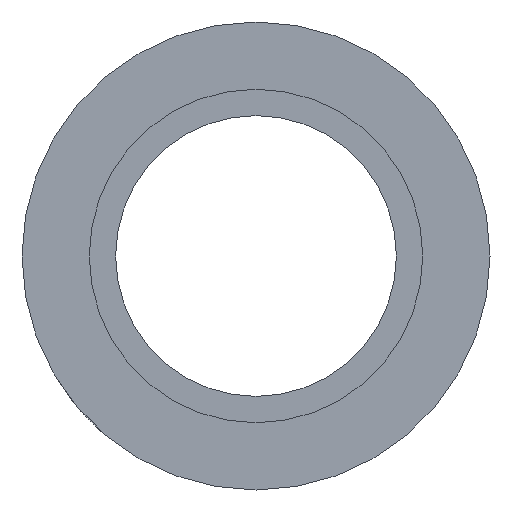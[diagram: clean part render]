
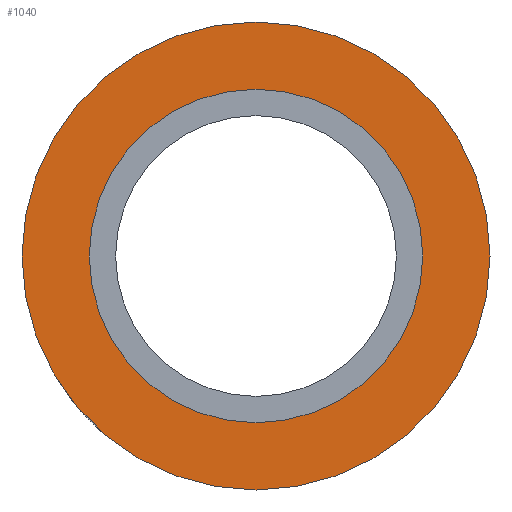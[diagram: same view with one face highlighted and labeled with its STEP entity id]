
A CAD part, front view. The second image highlights one B-rep face of the part: STEP entity #1040.
In plain terms, the highlighted planar face has unit normal (0, -1, 0).
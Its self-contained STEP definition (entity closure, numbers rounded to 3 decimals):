
#110 = CIRCLE ( 'NONE', #599, 20. ) ;
#214 = CIRCLE ( 'NONE', #962, 14. ) ;
#225 = FACE_OUTER_BOUND ( 'NONE', #891, .T. ) ;
#260 = VERTEX_POINT ( 'NONE', #555 ) ;
#269 = VERTEX_POINT ( 'NONE', #558 ) ;
#291 = CIRCLE ( 'NONE', #835, 14. ) ;
#331 = ORIENTED_EDGE ( 'NONE', *, *, #423, .F. ) ;
#346 = VERTEX_POINT ( 'NONE', #858 ) ;
#353 = DIRECTION ( 'NONE',  ( 0., 0., -1. ) ) ;
#358 = ORIENTED_EDGE ( 'NONE', *, *, #544, .T. ) ;
#389 = PLANE ( 'NONE',  #506 ) ;
#423 = EDGE_CURVE ( 'NONE', #346, #260, #291, .T. ) ;
#486 = CARTESIAN_POINT ( 'NONE',  ( 0., -4.003, 0. ) ) ;
#506 = AXIS2_PLACEMENT_3D ( 'NONE', #1051, #677, #664 ) ;
#513 = DIRECTION ( 'NONE',  ( 0., -1., 0. ) ) ;
#532 = AXIS2_PLACEMENT_3D ( 'NONE', #1133, #666, #763 ) ;
#544 = EDGE_CURVE ( 'NONE', #269, #1188, #847, .T. ) ;
#555 = CARTESIAN_POINT ( 'NONE',  ( 0., -4.003, 14. ) ) ;
#558 = CARTESIAN_POINT ( 'NONE',  ( 0., -4.003, 20. ) ) ;
#589 = CARTESIAN_POINT ( 'NONE',  ( 0., -4.003, 0. ) ) ;
#599 = AXIS2_PLACEMENT_3D ( 'NONE', #486, #955, #759 ) ;
#664 = DIRECTION ( 'NONE',  ( 0., 0., 1. ) ) ;
#666 = DIRECTION ( 'NONE',  ( 0., -1., 0. ) ) ;
#677 = DIRECTION ( 'NONE',  ( 0., 1., 0. ) ) ;
#713 = EDGE_CURVE ( 'NONE', #1188, #269, #110, .T. ) ;
#728 = CARTESIAN_POINT ( 'NONE',  ( 0., -4.003, -20. ) ) ;
#759 = DIRECTION ( 'NONE',  ( 0., 0., -1. ) ) ;
#763 = DIRECTION ( 'NONE',  ( 0., 0., -1. ) ) ;
#785 = EDGE_CURVE ( 'NONE', #260, #346, #214, .T. ) ;
#835 = AXIS2_PLACEMENT_3D ( 'NONE', #589, #513, #353 ) ;
#844 = DIRECTION ( 'NONE',  ( 0., -1., 0. ) ) ;
#847 = CIRCLE ( 'NONE', #532, 20. ) ;
#858 = CARTESIAN_POINT ( 'NONE',  ( 0., -4.003, -14. ) ) ;
#891 = EDGE_LOOP ( 'NONE', ( #920, #358 ) ) ;
#920 = ORIENTED_EDGE ( 'NONE', *, *, #713, .T. ) ;
#955 = DIRECTION ( 'NONE',  ( 0., -1., 0. ) ) ;
#962 = AXIS2_PLACEMENT_3D ( 'NONE', #1030, #844, #1034 ) ;
#980 = EDGE_LOOP ( 'NONE', ( #331, #1160 ) ) ;
#1030 = CARTESIAN_POINT ( 'NONE',  ( 0., -4.003, 0. ) ) ;
#1034 = DIRECTION ( 'NONE',  ( 0., 0., -1. ) ) ;
#1040 = ADVANCED_FACE ( 'NONE', ( #1068, #225 ), #389, .F. ) ;
#1051 = CARTESIAN_POINT ( 'NONE',  ( -20., -4.003, 0. ) ) ;
#1068 = FACE_BOUND ( 'NONE', #980, .T. ) ;
#1133 = CARTESIAN_POINT ( 'NONE',  ( 0., -4.003, 0. ) ) ;
#1160 = ORIENTED_EDGE ( 'NONE', *, *, #785, .F. ) ;
#1188 = VERTEX_POINT ( 'NONE', #728 ) ;
